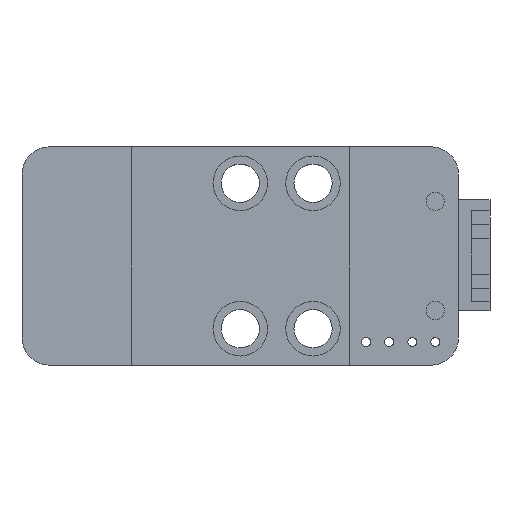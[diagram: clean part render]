
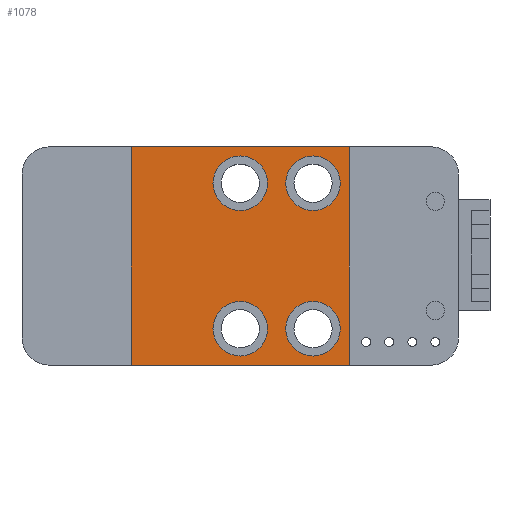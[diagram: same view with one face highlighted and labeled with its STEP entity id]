
A CAD part, top view. The second image highlights one B-rep face of the part: STEP entity #1078.
In plain terms, the highlighted planar face has unit normal (0, 0, 1).
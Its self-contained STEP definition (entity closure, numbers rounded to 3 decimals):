
#21 = ORIENTED_EDGE ( 'NONE', *, *, #4092, .F. ) ;
#29 = AXIS2_PLACEMENT_3D ( 'NONE', #1339, #8067, #2297 ) ;
#169 = CARTESIAN_POINT ( 'NONE',  ( 0., 24.649, 5.007 ) ) ;
#225 = DIRECTION ( 'NONE',  ( 0., 0., 1. ) ) ;
#228 = VECTOR ( 'NONE', #8992, 1000. ) ;
#290 = VERTEX_POINT ( 'NONE', #7648 ) ;
#351 = CIRCLE ( 'NONE', #3210, 2.1 ) ;
#402 = CARTESIAN_POINT ( 'NONE',  ( 3., 40.649, 5.007 ) ) ;
#689 = FACE_BOUND ( 'NONE', #9293, .T. ) ;
#730 = AXIS2_PLACEMENT_3D ( 'NONE', #6003, #225, #6976 ) ;
#748 = EDGE_CURVE ( 'NONE', #7049, #9222, #351, .T. ) ;
#806 = DIRECTION ( 'NONE',  ( -1., 0., 0. ) ) ;
#898 = AXIS2_PLACEMENT_3D ( 'NONE', #11152, #5366, #12128 ) ;
#935 = VERTEX_POINT ( 'NONE', #3231 ) ;
#1078 = ADVANCED_FACE ( 'NONE', ( #5808, #4445, #3229, #689, #10611 ), #8630, .T. ) ;
#1145 = DIRECTION ( 'NONE',  ( -1., 0., 0. ) ) ;
#1154 = LINE ( 'NONE', #7727, #10763 ) ;
#1339 = CARTESIAN_POINT ( 'NONE',  ( 8., 40.649, 5.007 ) ) ;
#1381 = EDGE_CURVE ( 'NONE', #9222, #7049, #1434, .T. ) ;
#1434 = CIRCLE ( 'NONE', #29, 2.1 ) ;
#1473 = VERTEX_POINT ( 'NONE', #12029 ) ;
#1491 = CARTESIAN_POINT ( 'NONE',  ( 5.9, 40.649, 5.007 ) ) ;
#1774 = ORIENTED_EDGE ( 'NONE', *, *, #3369, .F. ) ;
#1881 = DIRECTION ( 'NONE',  ( 1., 0., 0. ) ) ;
#2015 = EDGE_LOOP ( 'NONE', ( #21, #11095 ) ) ;
#2293 = CARTESIAN_POINT ( 'NONE',  ( 0., 32.649, 5.007 ) ) ;
#2297 = DIRECTION ( 'NONE',  ( -1., 0., 0. ) ) ;
#2376 = VERTEX_POINT ( 'NONE', #11798 ) ;
#2865 = EDGE_LOOP ( 'NONE', ( #8603, #9009 ) ) ;
#3137 = CIRCLE ( 'NONE', #3178, 3. ) ;
#3178 = AXIS2_PLACEMENT_3D ( 'NONE', #3547, #10265, #4511 ) ;
#3210 = AXIS2_PLACEMENT_3D ( 'NONE', #12350, #6568, #806 ) ;
#3229 = FACE_BOUND ( 'NONE', #9642, .T. ) ;
#3231 = CARTESIAN_POINT ( 'NONE',  ( 3., 24.649, 5.007 ) ) ;
#3239 = CARTESIAN_POINT ( 'NONE',  ( 12., 20.649, 5.007 ) ) ;
#3261 = DIRECTION ( 'NONE',  ( -1., 0., 0. ) ) ;
#3369 = EDGE_CURVE ( 'NONE', #10811, #5030, #5507, .T. ) ;
#3456 = DIRECTION ( 'NONE',  ( 0., 0., 1. ) ) ;
#3547 = CARTESIAN_POINT ( 'NONE',  ( 0., 24.649, 5.007 ) ) ;
#3908 = CARTESIAN_POINT ( 'NONE',  ( 10.1, 40.649, 5.007 ) ) ;
#4028 = AXIS2_PLACEMENT_3D ( 'NONE', #5429, #12184, #6409 ) ;
#4092 = EDGE_CURVE ( 'NONE', #7692, #1473, #8008, .T. ) ;
#4334 = LINE ( 'NONE', #11460, #9138 ) ;
#4445 = FACE_BOUND ( 'NONE', #2865, .T. ) ;
#4511 = DIRECTION ( 'NONE',  ( -1., 0., 0. ) ) ;
#4637 = ORIENTED_EDGE ( 'NONE', *, *, #6293, .F. ) ;
#4869 = ORIENTED_EDGE ( 'NONE', *, *, #11603, .F. ) ;
#5030 = VERTEX_POINT ( 'NONE', #9185 ) ;
#5136 = AXIS2_PLACEMENT_3D ( 'NONE', #9207, #3456, #10173 ) ;
#5366 = DIRECTION ( 'NONE',  ( 0., 0., 1. ) ) ;
#5429 = CARTESIAN_POINT ( 'NONE',  ( 0., 40.649, 5.007 ) ) ;
#5507 = CIRCLE ( 'NONE', #5136, 3. ) ;
#5573 = EDGE_CURVE ( 'NONE', #12384, #290, #10169, .T. ) ;
#5665 = ORIENTED_EDGE ( 'NONE', *, *, #6549, .T. ) ;
#5726 = CIRCLE ( 'NONE', #4028, 3. ) ;
#5808 = FACE_BOUND ( 'NONE', #2015, .T. ) ;
#5978 = EDGE_CURVE ( 'NONE', #935, #10711, #9091, .T. ) ;
#6003 = CARTESIAN_POINT ( 'NONE',  ( 8., 24.649, 5.007 ) ) ;
#6293 = EDGE_CURVE ( 'NONE', #10711, #935, #3137, .T. ) ;
#6370 = EDGE_CURVE ( 'NONE', #2376, #8703, #6773, .T. ) ;
#6409 = DIRECTION ( 'NONE',  ( -1., 0., 0. ) ) ;
#6518 = CARTESIAN_POINT ( 'NONE',  ( -12., 20.649, 5.007 ) ) ;
#6544 = CARTESIAN_POINT ( 'NONE',  ( 12., 20.649, 5.007 ) ) ;
#6549 = EDGE_CURVE ( 'NONE', #8703, #12384, #4334, .T. ) ;
#6568 = DIRECTION ( 'NONE',  ( 0., 0., 1. ) ) ;
#6773 = LINE ( 'NONE', #8384, #8989 ) ;
#6923 = DIRECTION ( 'NONE',  ( 0., 0., 1. ) ) ;
#6976 = DIRECTION ( 'NONE',  ( -1., 0., 0. ) ) ;
#7049 = VERTEX_POINT ( 'NONE', #3908 ) ;
#7209 = AXIS2_PLACEMENT_3D ( 'NONE', #169, #6923, #1145 ) ;
#7648 = CARTESIAN_POINT ( 'NONE',  ( 12., 44.649, 5.007 ) ) ;
#7692 = VERTEX_POINT ( 'NONE', #11678 ) ;
#7727 = CARTESIAN_POINT ( 'NONE',  ( 12., 44.649, 5.007 ) ) ;
#8008 = CIRCLE ( 'NONE', #898, 2.1 ) ;
#8053 = ORIENTED_EDGE ( 'NONE', *, *, #5573, .T. ) ;
#8067 = DIRECTION ( 'NONE',  ( 0., 0., 1. ) ) ;
#8318 = EDGE_CURVE ( 'NONE', #290, #2376, #1154, .T. ) ;
#8384 = CARTESIAN_POINT ( 'NONE',  ( -12., 20.649, 5.007 ) ) ;
#8547 = ORIENTED_EDGE ( 'NONE', *, *, #5978, .F. ) ;
#8603 = ORIENTED_EDGE ( 'NONE', *, *, #1381, .F. ) ;
#8630 = PLANE ( 'NONE',  #9749 ) ;
#8667 = DIRECTION ( 'NONE',  ( -1., 0., 0. ) ) ;
#8703 = VERTEX_POINT ( 'NONE', #6518 ) ;
#8746 = CIRCLE ( 'NONE', #730, 2.1 ) ;
#8989 = VECTOR ( 'NONE', #12276, 1000. ) ;
#8992 = DIRECTION ( 'NONE',  ( 0., 1., 0. ) ) ;
#8993 = ORIENTED_EDGE ( 'NONE', *, *, #6370, .T. ) ;
#9009 = ORIENTED_EDGE ( 'NONE', *, *, #748, .F. ) ;
#9024 = DIRECTION ( 'NONE',  ( 0., 0., 1. ) ) ;
#9091 = CIRCLE ( 'NONE', #7209, 3. ) ;
#9138 = VECTOR ( 'NONE', #1881, 1000. ) ;
#9185 = CARTESIAN_POINT ( 'NONE',  ( -3., 40.649, 5.007 ) ) ;
#9207 = CARTESIAN_POINT ( 'NONE',  ( 0., 40.649, 5.007 ) ) ;
#9222 = VERTEX_POINT ( 'NONE', #1491 ) ;
#9293 = EDGE_LOOP ( 'NONE', ( #8547, #4637 ) ) ;
#9642 = EDGE_LOOP ( 'NONE', ( #1774, #4869 ) ) ;
#9749 = AXIS2_PLACEMENT_3D ( 'NONE', #2293, #9024, #3261 ) ;
#10169 = LINE ( 'NONE', #3239, #228 ) ;
#10173 = DIRECTION ( 'NONE',  ( -1., 0., 0. ) ) ;
#10265 = DIRECTION ( 'NONE',  ( 0., 0., 1. ) ) ;
#10398 = EDGE_LOOP ( 'NONE', ( #8053, #11442, #8993, #5665 ) ) ;
#10611 = FACE_OUTER_BOUND ( 'NONE', #10398, .T. ) ;
#10707 = EDGE_CURVE ( 'NONE', #1473, #7692, #8746, .T. ) ;
#10711 = VERTEX_POINT ( 'NONE', #11811 ) ;
#10763 = VECTOR ( 'NONE', #8667, 1000. ) ;
#10811 = VERTEX_POINT ( 'NONE', #402 ) ;
#11095 = ORIENTED_EDGE ( 'NONE', *, *, #10707, .F. ) ;
#11152 = CARTESIAN_POINT ( 'NONE',  ( 8., 24.649, 5.007 ) ) ;
#11442 = ORIENTED_EDGE ( 'NONE', *, *, #8318, .T. ) ;
#11460 = CARTESIAN_POINT ( 'NONE',  ( 12., 20.649, 5.007 ) ) ;
#11603 = EDGE_CURVE ( 'NONE', #5030, #10811, #5726, .T. ) ;
#11678 = CARTESIAN_POINT ( 'NONE',  ( 5.9, 24.649, 5.007 ) ) ;
#11798 = CARTESIAN_POINT ( 'NONE',  ( -12., 44.649, 5.007 ) ) ;
#11811 = CARTESIAN_POINT ( 'NONE',  ( -3., 24.649, 5.007 ) ) ;
#12029 = CARTESIAN_POINT ( 'NONE',  ( 10.1, 24.649, 5.007 ) ) ;
#12128 = DIRECTION ( 'NONE',  ( -1., 0., 0. ) ) ;
#12184 = DIRECTION ( 'NONE',  ( 0., 0., 1. ) ) ;
#12276 = DIRECTION ( 'NONE',  ( 0., -1., 0. ) ) ;
#12350 = CARTESIAN_POINT ( 'NONE',  ( 8., 40.649, 5.007 ) ) ;
#12384 = VERTEX_POINT ( 'NONE', #6544 ) ;
